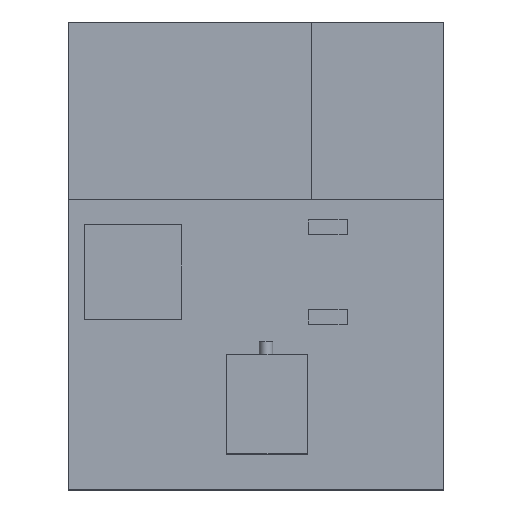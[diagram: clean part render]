
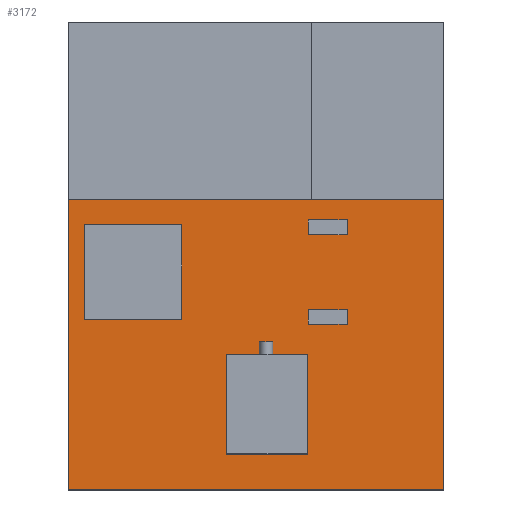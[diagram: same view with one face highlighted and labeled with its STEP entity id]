
A CAD part, top view. The second image highlights one B-rep face of the part: STEP entity #3172.
In plain terms, the highlighted planar face has unit normal (0, 0, 1).
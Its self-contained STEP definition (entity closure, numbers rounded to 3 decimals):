
#91 = DIRECTION ( 'NONE',  ( -1., 0., 0. ) ) ;
#288 = VERTEX_POINT ( 'NONE', #1947 ) ;
#337 = DIRECTION ( 'NONE',  ( 1., 0., 0. ) ) ;
#649 = VECTOR ( 'NONE', #337, 1000. ) ;
#829 = ORIENTED_EDGE ( 'NONE', *, *, #1745, .F. ) ;
#876 = LINE ( 'NONE', #1803, #3679 ) ;
#1157 = CARTESIAN_POINT ( 'NONE',  ( -119.944, 48.144, 5.25 ) ) ;
#1227 = CARTESIAN_POINT ( 'NONE',  ( -42.75, 48.144, 5.25 ) ) ;
#1259 = DIRECTION ( 'NONE',  ( -1., 0., 0. ) ) ;
#1263 = CARTESIAN_POINT ( 'NONE',  ( -42.75, -47.906, 5.25 ) ) ;
#1390 = EDGE_LOOP ( 'NONE', ( #3474, #829, #2253, #3385 ) ) ;
#1465 = LINE ( 'NONE', #2675, #649 ) ;
#1468 = VERTEX_POINT ( 'NONE', #1227 ) ;
#1520 = CARTESIAN_POINT ( 'NONE',  ( -162.75, -47.906, 5.25 ) ) ;
#1745 = EDGE_CURVE ( 'NONE', #288, #3488, #3719, .T. ) ;
#1803 = CARTESIAN_POINT ( 'NONE',  ( -42.75, 48.144, 5.25 ) ) ;
#1902 = EDGE_CURVE ( 'NONE', #3488, #1468, #1465, .T. ) ;
#1947 = CARTESIAN_POINT ( 'NONE',  ( -119.944, -47.906, 5.25 ) ) ;
#2038 = VECTOR ( 'NONE', #91, 1000. ) ;
#2127 = DIRECTION ( 'NONE',  ( 0., -1., 0. ) ) ;
#2210 = FACE_OUTER_BOUND ( 'NONE', #1390, .T. ) ;
#2221 = CARTESIAN_POINT ( 'NONE',  ( -119.944, 48.144, 5.25 ) ) ;
#2253 = ORIENTED_EDGE ( 'NONE', *, *, #2478, .F. ) ;
#2478 = EDGE_CURVE ( 'NONE', #2859, #288, #3106, .T. ) ;
#2528 = CARTESIAN_POINT ( 'NONE',  ( 0.25, 0.144, 5.25 ) ) ;
#2543 = PLANE ( 'NONE',  #3492 ) ;
#2622 = EDGE_CURVE ( 'NONE', #1468, #2859, #876, .T. ) ;
#2675 = CARTESIAN_POINT ( 'NONE',  ( -42.75, 48.144, 5.25 ) ) ;
#2859 = VERTEX_POINT ( 'NONE', #1263 ) ;
#3106 = LINE ( 'NONE', #1520, #2038 ) ;
#3172 = ADVANCED_FACE ( 'NONE', ( #2210 ), #2543, .F. ) ;
#3385 = ORIENTED_EDGE ( 'NONE', *, *, #2622, .F. ) ;
#3415 = DIRECTION ( 'NONE',  ( 0., 1., 0. ) ) ;
#3474 = ORIENTED_EDGE ( 'NONE', *, *, #1902, .F. ) ;
#3482 = VECTOR ( 'NONE', #3415, 1000. ) ;
#3488 = VERTEX_POINT ( 'NONE', #1157 ) ;
#3492 = AXIS2_PLACEMENT_3D ( 'NONE', #2528, #3723, #1259 ) ;
#3679 = VECTOR ( 'NONE', #2127, 1000. ) ;
#3719 = LINE ( 'NONE', #2221, #3482 ) ;
#3723 = DIRECTION ( 'NONE',  ( 0., 0., -1. ) ) ;
